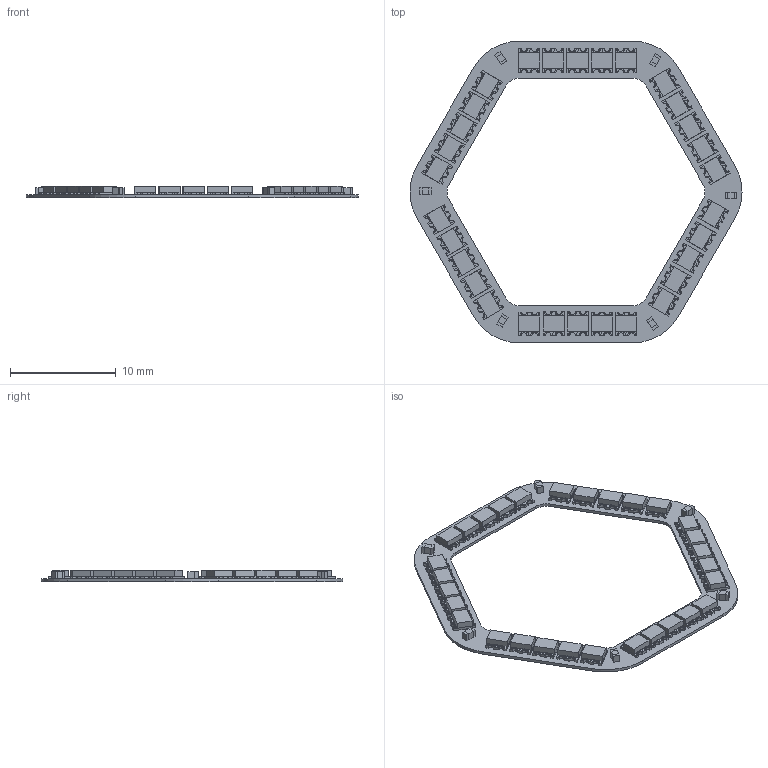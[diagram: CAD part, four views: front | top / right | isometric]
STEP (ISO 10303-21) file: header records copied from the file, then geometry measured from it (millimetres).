
FILE_DESCRIPTION(('Open CASCADE Model'),'2;1');
FILE_NAME('Open CASCADE Shape Model','2025-01-20T15:49:22',('Author'),( 'Open CASCADE'),'Open CASCADE STEP processor 7.5','Open CASCADE 7.5' ,'Unknown');
FILE_SCHEMA(('AUTOMOTIVE_DESIGN { 1 0 10303 214 1 1 1 1 }'));
Length unit declared in the file: millimetre
Products named in the file (52): PCB; Board; Open CASCADE STEP translator 7.5 3.1.1; C2; 6861493536; Extruded; 6861493296; C3; 6861493136; 6861492896; C4; C5; 6861492496; 6861492256; LED1; User Library-WS2812-2020_RGB8421504; LED3; LED4; LED5; LED6; LED7; LED8; LED9; LED10; LED11; LED12; LED13; LED14; LED15; LED16; LED17; LED18; LED19; LED20; C1; LED2; LED21; LED22; LED23; LED24 ...
Assembly tree (92 placements, depth 4):
  PCB
    Board
      Open CASCADE STEP translator 7.5 3.1.1
    C2
      6861493536  x2
        Extruded
      6861493296
        Extruded
    C3
      6861493136  x2
        Extruded
      6861492896
        Extruded
    C4
      6861493536  x2
        Extruded
      6861493296
        Extruded
    C5
      6861492496  x2
        Extruded
      6861492256
        Extruded
    LED1
      User Library-WS2812-2020_RGB8421504
    LED3
      User Library-WS2812-2020_RGB8421504
    LED4
      User Library-WS2812-2020_RGB8421504
    LED5
      User Library-WS2812-2020_RGB8421504
    LED6
      User Library-WS2812-2020_RGB8421504
    LED7
      User Library-WS2812-2020_RGB8421504
    LED8
      User Library-WS2812-2020_RGB8421504
    LED9
      User Library-WS2812-2020_RGB8421504
    LED10
      User Library-WS2812-2020_RGB8421504
    LED11
      User Library-WS2812-2020_RGB8421504
    LED12
      User Library-WS2812-2020_RGB8421504
    LED13
      User Library-WS2812-2020_RGB8421504
    LED14
      User Library-WS2812-2020_RGB8421504
    LED15
      User Library-WS2812-2020_RGB8421504
    LED16
      User Library-WS2812-2020_RGB8421504
    LED17
      User Library-WS2812-2020_RGB8421504
    LED18
      User Library-WS2812-2020_RGB8421504
    LED19
      User Library-WS2812-2020_RGB8421504
    LED20
Bounding box: 31.38 x 28.52 x 1.12 mm (x, y, z)
Volume: 166.6 mm3; surface area: 1448.2 mm2
Topology: 319 solids, 319 shells, 3944 faces, 9918 edges, 6612 vertices
Faces by surface type: plane 2882, cylinder 822, bspline 240
Entity records: 6958 total; most frequent: CARTESIAN_POINT 1161, DIRECTION 1075, ORIENTED_EDGE 930, EDGE_CURVE 465, LINE 371, VECTOR 371, AXIS2_PLACEMENT_3D 352, VERTEX_POINT 310
